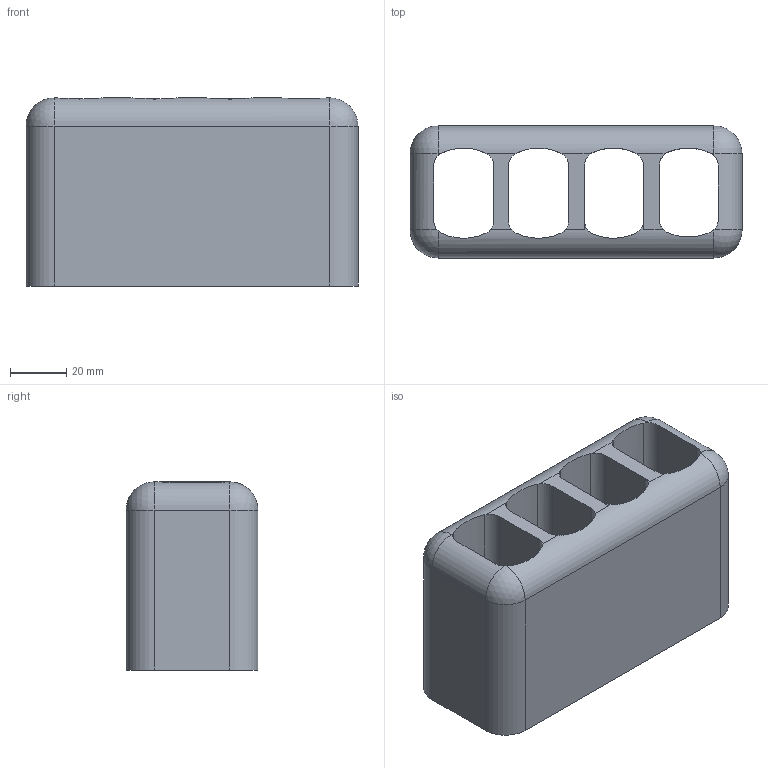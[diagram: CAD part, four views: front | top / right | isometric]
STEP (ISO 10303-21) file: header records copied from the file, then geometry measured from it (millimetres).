
FILE_DESCRIPTION(/* description */ (''),/* implementation_level */ '2;1');
FILE_NAME(/* name */ 'Nixie Tap rev C v11.step',/* time_stamp */ '2019-05-19T19:28:56+02:00',/* author */ ('nedalm89'),/* organization */ (''),/* preprocessor_version */ 'ST-DEVELOPER v18',/* originating_system */ 'Autodesk Translation Framework v8.2.0.1029',/* authorisation */ '');
FILE_SCHEMA (('AUTOMOTIVE_DESIGN { 1 0 10303 214 3 1 1 }'));
Length unit declared in the file: millimetre
Products named in the file (1): Nixie Tap rev C
Bounding box: 118.3 x 47 x 67 mm (x, y, z)
Volume: 146622.2 mm3; surface area: 46339 mm2
Topology: 1 solids, 1 shells, 77 faces, 226 edges, 146 vertices
Faces by surface type: cylinder 44, plane 29, sphere 4
Full cylindrical faces by diameter (mm): 19 x2
Entity records: 2760 total; most frequent: CARTESIAN_POINT 665, ORIENTED_EDGE 448, DIRECTION 429, EDGE_CURVE 224, AXIS2_PLACEMENT_3D 156, VERTEX_POINT 146, LINE 117, VECTOR 117
